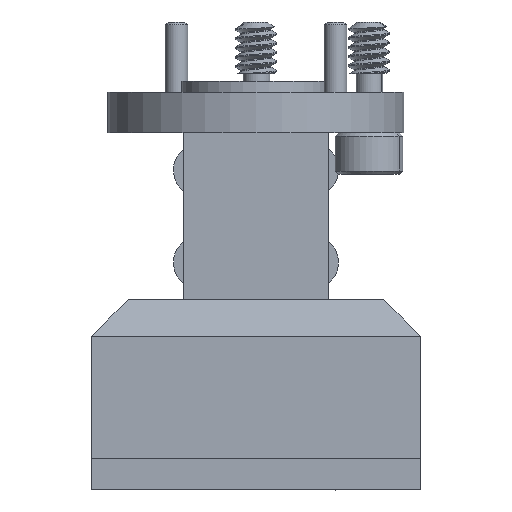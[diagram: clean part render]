
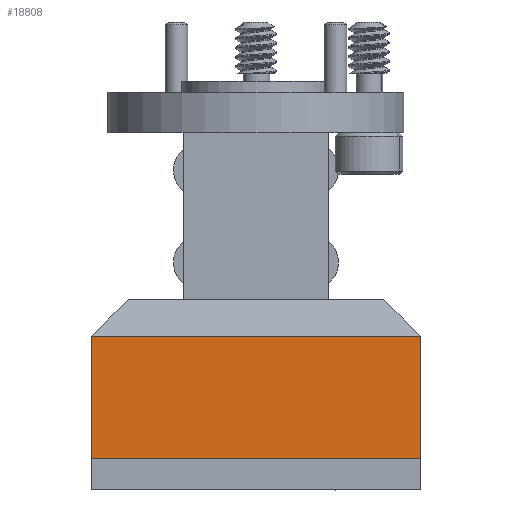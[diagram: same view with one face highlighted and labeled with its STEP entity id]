
A CAD part, front view. The second image highlights one B-rep face of the part: STEP entity #18808.
In plain terms, the highlighted planar face has unit normal (0, -1, 0).
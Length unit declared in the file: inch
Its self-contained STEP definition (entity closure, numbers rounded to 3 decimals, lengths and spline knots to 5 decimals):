
#1786 = DIRECTION ( 'NONE',  ( -1., 0., 0. ) ) ;
#2492 = EDGE_CURVE ( 'NONE', #23796, #4849, #5145, .T. ) ;
#2693 = EDGE_CURVE ( 'NONE', #23796, #13115, #9044, .T. ) ;
#4604 = DIRECTION ( 'NONE',  ( 0., 0., 1. ) ) ;
#4849 = VERTEX_POINT ( 'NONE', #24415 ) ;
#4963 = CARTESIAN_POINT ( 'NONE',  ( 0.445, -0.375, 0.084 ) ) ;
#5145 = LINE ( 'NONE', #34557, #24794 ) ;
#5515 = VECTOR ( 'NONE', #22697, 39.37008 ) ;
#8628 = CARTESIAN_POINT ( 'NONE',  ( -0.445, -0.375, 0.084 ) ) ;
#8872 = CARTESIAN_POINT ( 'NONE',  ( 0.445, -0.375, 1.104 ) ) ;
#9044 = LINE ( 'NONE', #8872, #5515 ) ;
#10365 = EDGE_CURVE ( 'NONE', #13115, #23747, #16793, .T. ) ;
#12556 = CARTESIAN_POINT ( 'NONE',  ( 0.445, -0.375, 0.414 ) ) ;
#12938 = LINE ( 'NONE', #34516, #28931 ) ;
#13115 = VERTEX_POINT ( 'NONE', #4963 ) ;
#13377 = ORIENTED_EDGE ( 'NONE', *, *, #14300, .T. ) ;
#14300 = EDGE_CURVE ( 'NONE', #4849, #23747, #12938, .T. ) ;
#14681 = ORIENTED_EDGE ( 'NONE', *, *, #2693, .F. ) ;
#16793 = LINE ( 'NONE', #8628, #25906 ) ;
#18106 = FACE_OUTER_BOUND ( 'NONE', #25317, .T. ) ;
#18808 = ADVANCED_FACE ( 'NONE', ( #18106 ), #26456, .F. ) ;
#21114 = CARTESIAN_POINT ( 'NONE',  ( -0.445, -0.375, 1.104 ) ) ;
#22459 = DIRECTION ( 'NONE',  ( -1., 0., 0. ) ) ;
#22697 = DIRECTION ( 'NONE',  ( 0., 0., -1. ) ) ;
#22758 = ORIENTED_EDGE ( 'NONE', *, *, #10365, .F. ) ;
#23747 = VERTEX_POINT ( 'NONE', #26941 ) ;
#23796 = VERTEX_POINT ( 'NONE', #12556 ) ;
#24415 = CARTESIAN_POINT ( 'NONE',  ( -0.445, -0.375, 0.414 ) ) ;
#24794 = VECTOR ( 'NONE', #1786, 39.37008 ) ;
#25317 = EDGE_LOOP ( 'NONE', ( #22758, #14681, #34790, #13377 ) ) ;
#25839 = AXIS2_PLACEMENT_3D ( 'NONE', #21114, #28930, #4604 ) ;
#25906 = VECTOR ( 'NONE', #22459, 39.37008 ) ;
#26456 = PLANE ( 'NONE',  #25839 ) ;
#26941 = CARTESIAN_POINT ( 'NONE',  ( -0.445, -0.375, 0.084 ) ) ;
#27814 = DIRECTION ( 'NONE',  ( 0., 0., -1. ) ) ;
#28930 = DIRECTION ( 'NONE',  ( 0., 1., 0. ) ) ;
#28931 = VECTOR ( 'NONE', #27814, 39.37008 ) ;
#34516 = CARTESIAN_POINT ( 'NONE',  ( -0.445, -0.375, 1.104 ) ) ;
#34557 = CARTESIAN_POINT ( 'NONE',  ( -0.445, -0.375, 0.414 ) ) ;
#34790 = ORIENTED_EDGE ( 'NONE', *, *, #2492, .T. ) ;
